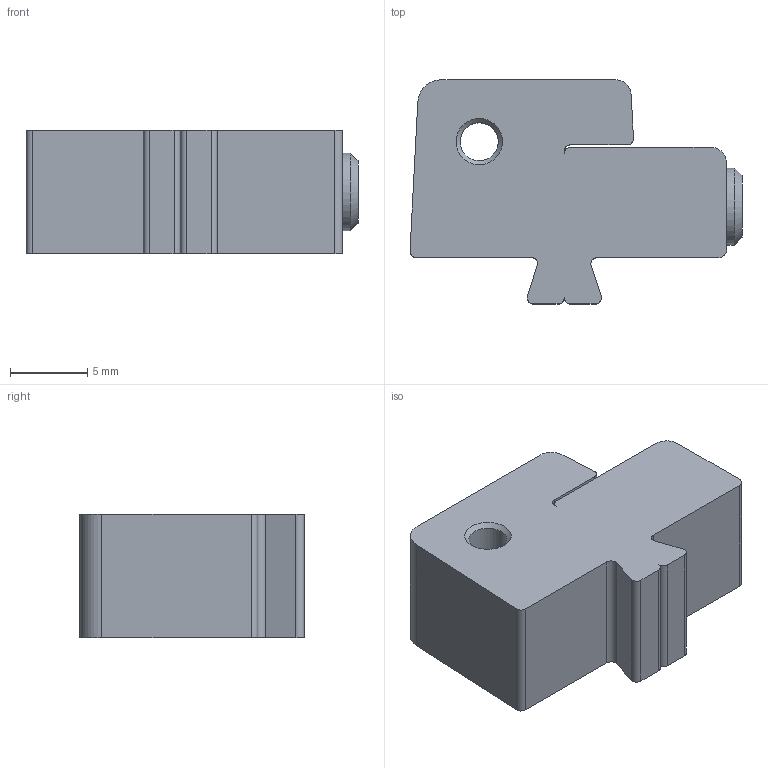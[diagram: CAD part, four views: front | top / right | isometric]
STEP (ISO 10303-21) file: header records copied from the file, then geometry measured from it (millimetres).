
FILE_DESCRIPTION(/* description */ ('STEP AP214'),/* implementation_level */ '2;1');
FILE_NAME(/* name */ '178230_SMB-8E',/* time_stamp */ '2024-09-15T07:29:02+02:00',/* author */ ('License CC BY-ND 4.0'),/* organization */ ('CADENAS'),/* preprocessor_version */ 'ST-DEVELOPER v19.3',/* originating_system */ 'PARTsolutions',/* authorisation */ ' ');
FILE_SCHEMA (('AUTOMOTIVE_DESIGN {1 0 10303 214 3 1 1}'));
Length unit declared in the file: millimetre
Products named in the file (1): 178230 SMB-8E
Bounding box: 21.48 x 14.5 x 8 mm (x, y, z)
Volume: 1701 mm3; surface area: 1130.4 mm2
Topology: 1 solids, 1 shells, 42 faces, 112 edges, 74 vertices
Faces by surface type: plane 23, cylinder 16, cone 3
Full cylindrical faces by diameter (mm): 2.459 x1, 5 x1
Entity records: 1315 total; most frequent: DIRECTION 227, CARTESIAN_POINT 222, ORIENTED_EDGE 212, EDGE_CURVE 106, AXIS2_PLACEMENT_3D 78, VERTEX_POINT 73, LINE 71, VECTOR 71
